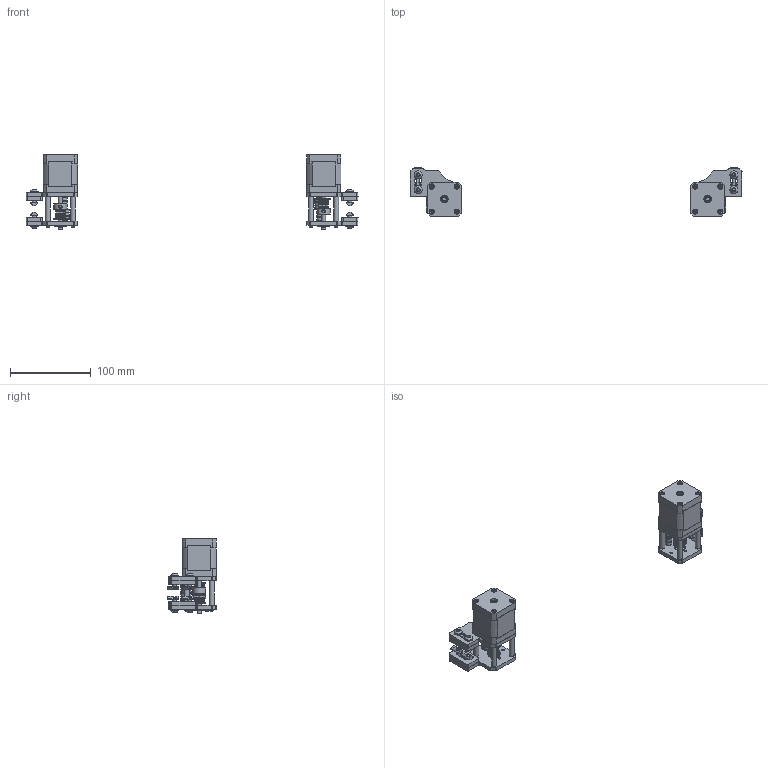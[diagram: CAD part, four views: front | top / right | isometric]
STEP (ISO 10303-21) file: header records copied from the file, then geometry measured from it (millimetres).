
FILE_DESCRIPTION(/* description */ (''),/* implementation_level */ '2;1');
FILE_NAME(/* name */ '_31_Sheet_metal_VT_9mm_front_motor_mounts_FT_0.step',/* time_stamp */ '2025-06-15T13:34:14+02:00',/* author */ (''),/* organization */ (''),/* preprocessor_version */ 'ST-DEVELOPER v20.1',/* originating_system */ 'Autodesk Translation Framework v14.10.0.0',/* authorisation */ '');
FILE_SCHEMA (('AUTOMOTIVE_DESIGN { 1 0 10303 214 3 1 1 }'));
Length unit declared in the file: millimetre
Products named in the file (30): _31_Sheet_metal_VT_9mm_front_motor_mounts_FT_0; _Sheet_metal_VT_9mm_front_right_motor_mount; _Sheet_metal_VT_9mm_front_right_motor_mount_hardware; _Sheet_metal_9mm_front_right_motor_mount_motion; NEMA17 with 45mm long shaft; _Sheet_metal_VT_9mm_front_left_motor_mount; Sheet_metal_VT_front_motor_mount_b_4.7-5mm; Sheet_metal_VT_front_motor_mount_a_4.7-5mm; Sheet_metal_9mm_spacer_d_2x2.5_or_5mm; _Sheet_metal_VT_9mm_front_left_motor_mount_hardware; M3x8 FHCS; M5 2020 drop-in T-nut; M3x45 BHCS; M3x8 BHCS; M5x16 BHCS; M5 washer; M3xD6x30 spacer; M3x6 BHCS; M3 washer; _Sheet_metal_9mm_front_left_motor_mount_motion; M3xD5x30 threaded round standoff; 695 bearing; M5xD8x5 spacer; Shim 0.5mm; Shim 1mm; GT2 20T 9mm pulley; F695 flanged bearing; NEMA17 with 45mm long shaft_1; _S45R shaft; _stepper
Assembly tree (102 placements, depth 5):
  _31_Sheet_metal_VT_9mm_front_motor_mounts_FT_0
    _Sheet_metal_VT_9mm_front_right_motor_mount
      Sheet_metal_VT_front_motor_mount_b_4.7-5mm
      Sheet_metal_9mm_spacer_d_2x2.5_or_5mm  x2
      _Sheet_metal_VT_9mm_front_right_motor_mount_hardware
        M5 washer  x4
        M5x16 BHCS  x4
        M5 2020 drop-in T-nut  x4
        M3xD6x30 spacer  x4
        M3x6 BHCS  x2
        M3 washer  x4
        M3x8 BHCS
        M3x45 BHCS  x4
        M3x8 FHCS
      Sheet_metal_VT_front_motor_mount_a_4.7-5mm
      _Sheet_metal_9mm_front_right_motor_mount_motion
        M3xD5x30 threaded round standoff
        F695 flanged bearing  x3
        M5xD8x5 spacer  x3
        Shim 0.5mm  x2
        Shim 1mm  x2
        695 bearing
        GT2 20T 9mm pulley
        NEMA17 with 45mm long shaft
          _S45R shaft
          _stepper
    _Sheet_metal_VT_9mm_front_left_motor_mount
      Sheet_metal_VT_front_motor_mount_b_4.7-5mm
      Sheet_metal_VT_front_motor_mount_a_4.7-5mm
      Sheet_metal_9mm_spacer_d_2x2.5_or_5mm  x2
      _Sheet_metal_VT_9mm_front_left_motor_mount_hardware
        M3x8 FHCS
        M5x16 BHCS  x4
        M5 2020 drop-in T-nut  x4
        M5 washer  x4
        M3x45 BHCS  x4
        M3 washer  x4
        M3x8 BHCS
        M3x6 BHCS  x2
        M3xD6x30 spacer  x4
      _Sheet_metal_9mm_front_left_motor_mount_motion
        M3xD5x30 threaded round standoff
        M5xD8x5 spacer  x3
        F695 flanged bearing  x3
        Shim 0.5mm  x2
        695 bearing
        Shim 1mm  x2
        GT2 20T 9mm pulley
        NEMA17 with 45mm long shaft_1
          _S45R shaft
          _stepper
Bounding box: 410 x 59.9 x 92 mm (x, y, z)
Volume: 245719.2 mm3; surface area: 95710.1 mm2
Topology: 98 solids, 98 shells, 2102 faces, 4868 edges, 3112 vertices
Faces by surface type: plane 914, cylinder 780, cone 362, sphere 22, bspline 20, torus 4
Full cylindrical faces by diameter (mm): 2.464 x8, 2.5 x4, 2.529 x2, 3 x24, 3.1 x24, 3.2 x8, 3.4 x8, 4.2 x8, 5 x36, 5.001 x2, 5.1 x4, 5.3 x8, 5.7 x14, 6 x10, 6.5 x18, 7 x8, 7.823 x4, 8 x14, 8.141 x4, 9 x2, 9.5 x8, 10 x8, 11.5 x16, 12 x4, 13 x8, 13.03 x2, 15 x6, 16 x4, 22 x2, 22.1 x2
Entity records: 24132 total; most frequent: CARTESIAN_POINT 5494, DIRECTION 4055, ORIENTED_EDGE 3438, EDGE_CURVE 1719, AXIS2_PLACEMENT_3D 1582, VERTEX_POINT 1117, LINE 891, VECTOR 891
